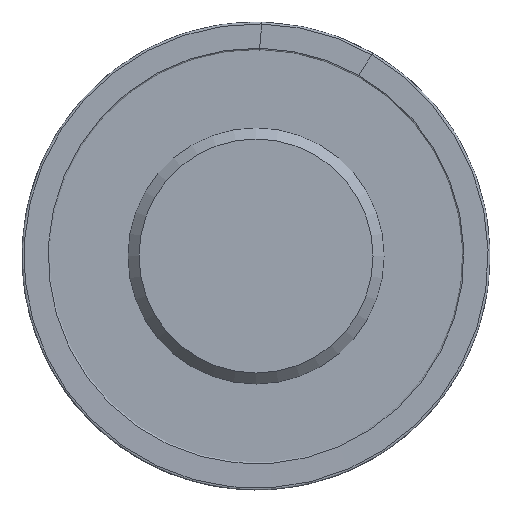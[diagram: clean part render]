
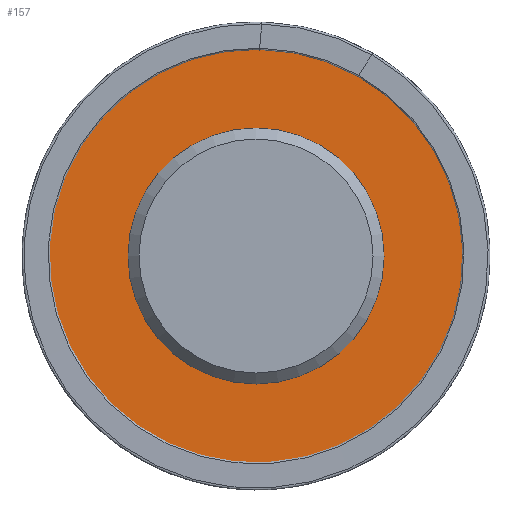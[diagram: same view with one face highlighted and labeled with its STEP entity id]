
A CAD part, left-side view. The second image highlights one B-rep face of the part: STEP entity #157.
In plain terms, the highlighted planar face has unit normal (-1, 0, 0).
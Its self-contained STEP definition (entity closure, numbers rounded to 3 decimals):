
#118=PLANE('',#579);
#157=ADVANCED_FACE('',(#200,#201),#118,.F.);
#200=FACE_BOUND('',#216,.T.);
#201=FACE_BOUND('',#217,.T.);
#216=EDGE_LOOP('',(#260));
#217=EDGE_LOOP('',(#261));
#260=ORIENTED_EDGE('',*,*,#435,.F.);
#261=ORIENTED_EDGE('',*,*,#441,.T.);
#391=VERTEX_POINT('',#780);
#397=VERTEX_POINT('',#799);
#435=EDGE_CURVE('',#391,#391,#507,.T.);
#441=EDGE_CURVE('',#397,#397,#513,.T.);
#507=CIRCLE('',#564,27.35);
#513=CIRCLE('',#577,48.5);
#564=AXIS2_PLACEMENT_3D('',#779,#632,#633);
#577=AXIS2_PLACEMENT_3D('',#798,#658,#659);
#579=AXIS2_PLACEMENT_3D('',#801,#662,#663);
#632=DIRECTION('',(-1.,0.,0.));
#633=DIRECTION('',(0.,0.,1.));
#658=DIRECTION('',(-1.,0.,0.));
#659=DIRECTION('',(0.,0.,1.));
#662=DIRECTION('',(1.,0.,0.));
#663=DIRECTION('',(0.,0.,-1.));
#779=CARTESIAN_POINT('',(0.35,0.,0.));
#780=CARTESIAN_POINT('',(0.35,0.,27.35));
#798=CARTESIAN_POINT('',(0.35,0.,0.));
#799=CARTESIAN_POINT('',(0.35,0.,48.5));
#801=CARTESIAN_POINT('',(0.35,48.5,0.));
